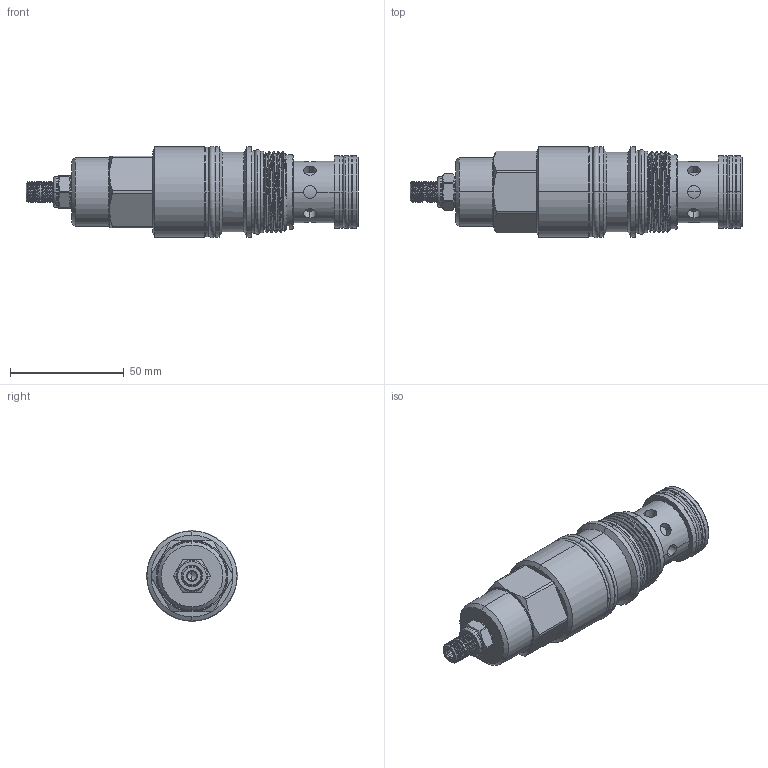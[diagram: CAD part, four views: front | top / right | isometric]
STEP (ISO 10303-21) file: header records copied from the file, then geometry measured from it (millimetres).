
FILE_DESCRIPTION (( 'STEP AP203' ), '1' );
FILE_NAME ('PD17A3J-L.STEP', '2020-03-23T02:47:02', ( '' ), ( '' ), 'SwSTEP 2.0', 'SolidWorks 2018', '' );
FILE_SCHEMA (( 'CONFIG_CONTROL_DESIGN' ));
Length unit declared in the file: millimetre
Products named in the file (1): PD17A3J-L
Bounding box: 146.25 x 40.39 x 40.39 mm (x, y, z)
Volume: 112467.8 mm3; surface area: 26933.2 mm2
Topology: 8 solids, 17 shells, 338 faces, 770 edges, 483 vertices
Faces by surface type: cylinder 174, plane 83, cone 40, torus 32, bspline 9
Entity records: 16867 total; most frequent: CARTESIAN_POINT 9285, DIRECTION 1609, ORIENTED_EDGE 1536, EDGE_CURVE 768, AXIS2_PLACEMENT_3D 678, VERTEX_POINT 483, EDGE_LOOP 387, CIRCLE 348
